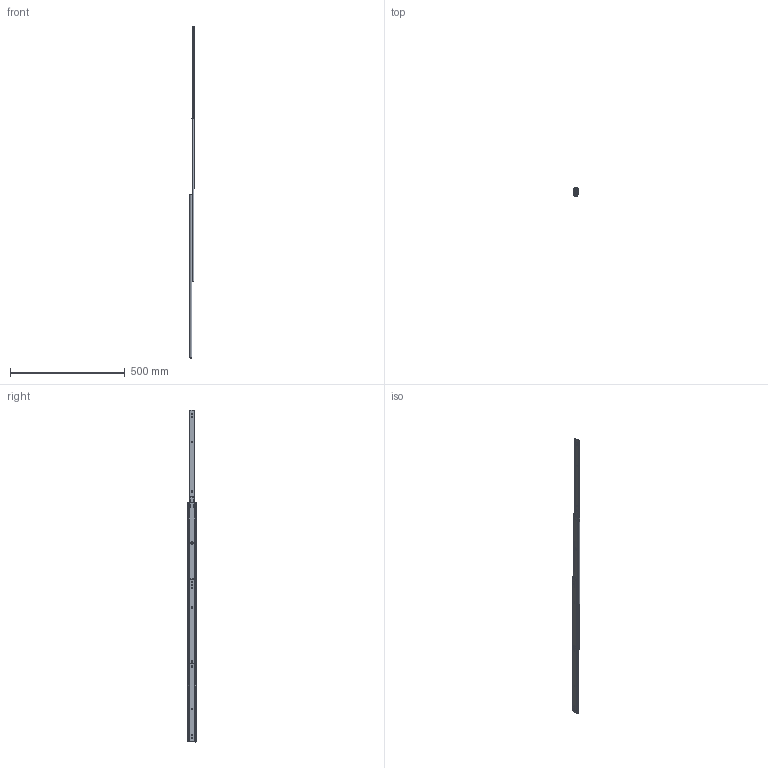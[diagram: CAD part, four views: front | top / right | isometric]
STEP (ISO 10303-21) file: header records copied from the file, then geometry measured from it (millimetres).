
FILE_DESCRIPTION (( 'STEP AP203' ), '1' );
FILE_NAME ('U35_28.STEP', '2022-03-07T07:57:44', ( '' ), ( '' ), 'SwSTEP 2.0', 'SolidWorks 2019', '' );
FILE_SCHEMA (( 'CONFIG_CONTROL_DESIGN' ));
Length unit declared in the file: millimetre
Products named in the file (12): IM U35-26; PN87（カシメ）; PN86ロック　 ; U35_28; PN81バネ（圧縮）; PN1 ; ICM U35-28; PN235リードイン　 ; OM U35-28; PN49 ; OCM U35-28; PN102リベット
Assembly tree (12 placements, depth 2):
  U35_28
    OM U35-28
    ICM U35-28
    OCM U35-28
    PN49 
    PN1 
    PN86ロック　 
    PN87（カシメ）
    PN235リードイン　 
    IM U35-26
    PN81バネ（圧縮）
    PN102リベット  x2
Bounding box: 19.2 x 35.08 x 1448.35 mm (x, y, z)
Volume: 157166 mm3; surface area: 218623.1 mm2
Topology: 12 solids, 12 shells, 582 faces, 1594 edges, 1024 vertices
Faces by surface type: plane 285, cylinder 275, sphere 16, bspline 4, torus 2
Entity records: 20276 total; most frequent: CARTESIAN_POINT 4260, ORIENTED_EDGE 3132, DIRECTION 3068, EDGE_CURVE 1566, AXIS2_PLACEMENT_3D 1068, VERTEX_POINT 1016, LINE 932, VECTOR 932
